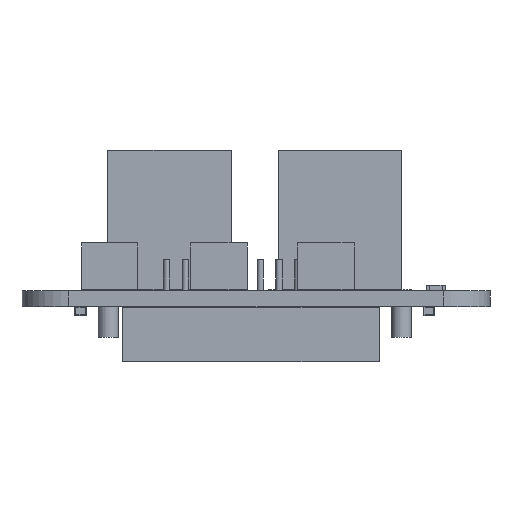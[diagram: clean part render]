
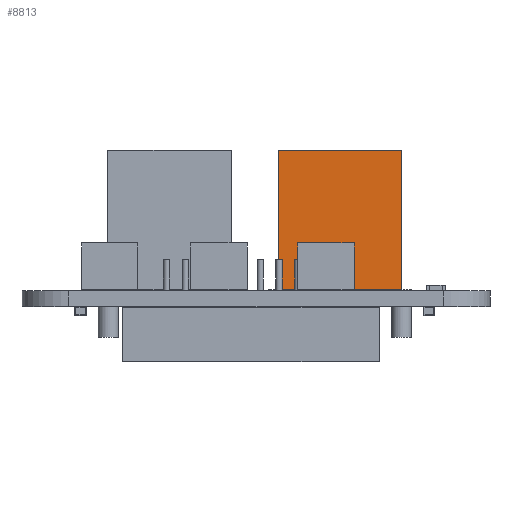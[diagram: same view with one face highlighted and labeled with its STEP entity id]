
A CAD part, left-side view. The second image highlights one B-rep face of the part: STEP entity #8813.
In plain terms, the highlighted face is planar.
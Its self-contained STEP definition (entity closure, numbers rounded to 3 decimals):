
#8813 = ADVANCED_FACE('',(#8814),#8848,.T.);
#8814 = FACE_BOUND('',#8815,.T.);
#8815 = EDGE_LOOP('',(#8816,#8826,#8834,#8842));
#8816 = ORIENTED_EDGE('',*,*,#8817,.T.);
#8817 = EDGE_CURVE('',#8818,#8820,#8822,.T.);
#8818 = VERTEX_POINT('',#8819);
#8819 = CARTESIAN_POINT('',(-6.6,4.7,0.));
#8820 = VERTEX_POINT('',#8821);
#8821 = CARTESIAN_POINT('',(-6.6,4.7,14.9));
#8822 = LINE('',#8823,#8824);
#8823 = CARTESIAN_POINT('',(-6.6,4.7,0.));
#8824 = VECTOR('',#8825,1.);
#8825 = DIRECTION('',(0.,0.,1.));
#8826 = ORIENTED_EDGE('',*,*,#8827,.T.);
#8827 = EDGE_CURVE('',#8820,#8828,#8830,.T.);
#8828 = VERTEX_POINT('',#8829);
#8829 = CARTESIAN_POINT('',(6.6,4.7,14.9));
#8830 = LINE('',#8831,#8832);
#8831 = CARTESIAN_POINT('',(-6.6,4.7,14.9));
#8832 = VECTOR('',#8833,1.);
#8833 = DIRECTION('',(1.,0.,0.));
#8834 = ORIENTED_EDGE('',*,*,#8835,.F.);
#8835 = EDGE_CURVE('',#8836,#8828,#8838,.T.);
#8836 = VERTEX_POINT('',#8837);
#8837 = CARTESIAN_POINT('',(6.6,4.7,0.));
#8838 = LINE('',#8839,#8840);
#8839 = CARTESIAN_POINT('',(6.6,4.7,0.));
#8840 = VECTOR('',#8841,1.);
#8841 = DIRECTION('',(0.,0.,1.));
#8842 = ORIENTED_EDGE('',*,*,#8843,.F.);
#8843 = EDGE_CURVE('',#8818,#8836,#8844,.T.);
#8844 = LINE('',#8845,#8846);
#8845 = CARTESIAN_POINT('',(-6.6,4.7,0.));
#8846 = VECTOR('',#8847,1.);
#8847 = DIRECTION('',(1.,0.,0.));
#8848 = PLANE('',#8849);
#8849 = AXIS2_PLACEMENT_3D('',#8850,#8851,#8852);
#8850 = CARTESIAN_POINT('',(-6.6,4.7,0.));
#8851 = DIRECTION('',(0.,1.,0.));
#8852 = DIRECTION('',(1.,0.,0.));
